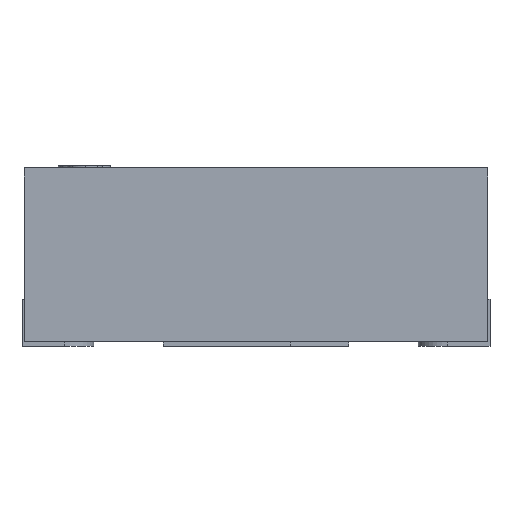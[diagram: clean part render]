
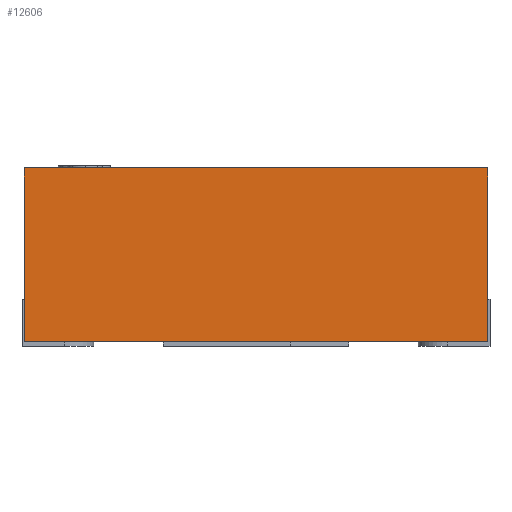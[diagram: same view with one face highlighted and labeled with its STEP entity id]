
A CAD part, left-side view. The second image highlights one B-rep face of the part: STEP entity #12606.
In plain terms, the highlighted planar face has unit normal (-1, 0, 0).
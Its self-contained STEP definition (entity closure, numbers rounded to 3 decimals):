
#215 = EDGE_CURVE ( 'NONE', #3179, #12440, #8234, .T. ) ;
#336 = DIRECTION ( 'NONE',  ( 0., 0., -1. ) ) ;
#1023 = DIRECTION ( 'NONE',  ( 0., 0., -1. ) ) ;
#1067 = CARTESIAN_POINT ( 'NONE',  ( -1., 1., 0.75 ) ) ;
#1314 = ORIENTED_EDGE ( 'NONE', *, *, #1941, .F. ) ;
#1941 = EDGE_CURVE ( 'NONE', #9761, #3179, #10717, .T. ) ;
#2499 = LINE ( 'NONE', #8954, #11749 ) ;
#3179 = VERTEX_POINT ( 'NONE', #9154 ) ;
#3414 = EDGE_CURVE ( 'NONE', #9761, #6540, #2499, .T. ) ;
#3519 = DIRECTION ( 'NONE',  ( 1., 0., 0. ) ) ;
#3794 = AXIS2_PLACEMENT_3D ( 'NONE', #7497, #3519, #8830 ) ;
#4035 = CARTESIAN_POINT ( 'NONE',  ( -1., -1., 0.75 ) ) ;
#4337 = EDGE_LOOP ( 'NONE', ( #6289, #6793, #1314, #7526 ) ) ;
#4343 = FACE_OUTER_BOUND ( 'NONE', #4337, .T. ) ;
#5074 = CARTESIAN_POINT ( 'NONE',  ( -1., 1., 0.75 ) ) ;
#5541 = CARTESIAN_POINT ( 'NONE',  ( -1., 1., 0. ) ) ;
#6289 = ORIENTED_EDGE ( 'NONE', *, *, #10491, .T. ) ;
#6540 = VERTEX_POINT ( 'NONE', #8583 ) ;
#6793 = ORIENTED_EDGE ( 'NONE', *, *, #215, .F. ) ;
#7094 = CARTESIAN_POINT ( 'NONE',  ( -1., -1., 0. ) ) ;
#7497 = CARTESIAN_POINT ( 'NONE',  ( -1., 1., 0.75 ) ) ;
#7526 = ORIENTED_EDGE ( 'NONE', *, *, #3414, .T. ) ;
#8234 = LINE ( 'NONE', #4035, #9623 ) ;
#8583 = CARTESIAN_POINT ( 'NONE',  ( -1., 1., 0. ) ) ;
#8623 = PLANE ( 'NONE',  #3794 ) ;
#8830 = DIRECTION ( 'NONE',  ( 0., 1., 0. ) ) ;
#8954 = CARTESIAN_POINT ( 'NONE',  ( -1., 1., 0.75 ) ) ;
#9154 = CARTESIAN_POINT ( 'NONE',  ( -1., -1., 0.75 ) ) ;
#9623 = VECTOR ( 'NONE', #1023, 1000. ) ;
#9761 = VERTEX_POINT ( 'NONE', #5074 ) ;
#9862 = VECTOR ( 'NONE', #11089, 1000. ) ;
#10491 = EDGE_CURVE ( 'NONE', #6540, #12440, #11661, .T. ) ;
#10717 = LINE ( 'NONE', #1067, #12644 ) ;
#11052 = DIRECTION ( 'NONE',  ( 0., -1., 0. ) ) ;
#11089 = DIRECTION ( 'NONE',  ( 0., -1., 0. ) ) ;
#11661 = LINE ( 'NONE', #5541, #9862 ) ;
#11749 = VECTOR ( 'NONE', #336, 1000. ) ;
#12440 = VERTEX_POINT ( 'NONE', #7094 ) ;
#12606 = ADVANCED_FACE ( 'NONE', ( #4343 ), #8623, .F. ) ;
#12644 = VECTOR ( 'NONE', #11052, 1000. ) ;
